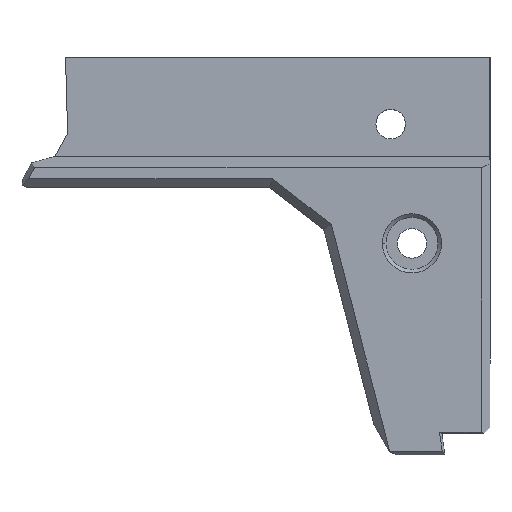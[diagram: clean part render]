
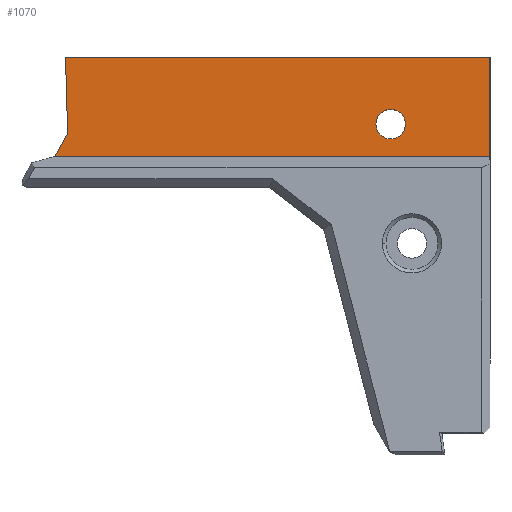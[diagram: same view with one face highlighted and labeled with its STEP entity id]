
A CAD part, top view. The second image highlights one B-rep face of the part: STEP entity #1070.
In plain terms, the highlighted planar face has unit normal (0, 0, 1).
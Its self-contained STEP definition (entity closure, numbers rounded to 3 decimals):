
#16 = EDGE_CURVE ( 'NONE', #596, #210, #1244, .T. ) ;
#26 = AXIS2_PLACEMENT_3D ( 'NONE', #703, #1111, #675 ) ;
#60 = VERTEX_POINT ( 'NONE', #1289 ) ;
#182 = CARTESIAN_POINT ( 'NONE',  ( -284.541, -30.696, 579.262 ) ) ;
#195 = CARTESIAN_POINT ( 'NONE',  ( -248.715, -56.439, 579.262 ) ) ;
#204 = CARTESIAN_POINT ( 'NONE',  ( -159.51, -45., 579.262 ) ) ;
#210 = VERTEX_POINT ( 'NONE', #1073 ) ;
#211 = DIRECTION ( 'NONE',  ( 0., 1., 0. ) ) ;
#223 = AXIS2_PLACEMENT_3D ( 'NONE', #599, #400, #884 ) ;
#263 = VECTOR ( 'NONE', #1115, 1000. ) ;
#275 = EDGE_CURVE ( 'NONE', #1124, #60, #901, .T. ) ;
#321 = DIRECTION ( 'NONE',  ( 0., -1., 0. ) ) ;
#353 = VECTOR ( 'NONE', #1044, 1000. ) ;
#388 = ORIENTED_EDGE ( 'NONE', *, *, #1290, .F. ) ;
#400 = DIRECTION ( 'NONE',  ( 0., 0., -1. ) ) ;
#414 = EDGE_CURVE ( 'NONE', #210, #596, #854, .T. ) ;
#418 = ORIENTED_EDGE ( 'NONE', *, *, #817, .F. ) ;
#424 = CARTESIAN_POINT ( 'NONE',  ( -260.141, -54.411, 579.262 ) ) ;
#454 = ORIENTED_EDGE ( 'NONE', *, *, #275, .F. ) ;
#488 = CARTESIAN_POINT ( 'NONE',  ( -297.486, -47.365, 579.262 ) ) ;
#515 = CARTESIAN_POINT ( 'NONE',  ( -248.715, -45., 579.262 ) ) ;
#519 = ORIENTED_EDGE ( 'NONE', *, *, #414, .F. ) ;
#555 = EDGE_CURVE ( 'NONE', #1157, #1181, #639, .T. ) ;
#596 = VERTEX_POINT ( 'NONE', #424 ) ;
#599 = CARTESIAN_POINT ( 'NONE',  ( -194.947, -52.5, 579.262 ) ) ;
#623 = CARTESIAN_POINT ( 'NONE',  ( -216.358, -56.439, 579.262 ) ) ;
#639 = LINE ( 'NONE', #744, #1334 ) ;
#669 = VERTEX_POINT ( 'NONE', #1305 ) ;
#675 = DIRECTION ( 'NONE',  ( 0., -1., 0. ) ) ;
#679 = EDGE_LOOP ( 'NONE', ( #1085, #519 ) ) ;
#703 = CARTESIAN_POINT ( 'NONE',  ( -260.141, -52.711, 579.262 ) ) ;
#744 = CARTESIAN_POINT ( 'NONE',  ( -248.715, -52.5, 579.262 ) ) ;
#755 = LINE ( 'NONE', #204, #353 ) ;
#769 = VECTOR ( 'NONE', #948, 1000. ) ;
#804 = DIRECTION ( 'NONE',  ( -0.027, 1., 0. ) ) ;
#805 = FACE_OUTER_BOUND ( 'NONE', #880, .T. ) ;
#817 = EDGE_CURVE ( 'NONE', #669, #1181, #755, .T. ) ;
#822 = PLANE ( 'NONE',  #223 ) ;
#854 = CIRCLE ( 'NONE', #26, 1.7 ) ;
#880 = EDGE_LOOP ( 'NONE', ( #1058, #418, #388, #454, #1006 ) ) ;
#882 = LINE ( 'NONE', #488, #1248 ) ;
#884 = DIRECTION ( 'NONE',  ( -1., 0., 0. ) ) ;
#901 = LINE ( 'NONE', #182, #263 ) ;
#948 = DIRECTION ( 'NONE',  ( -1., 0., 0. ) ) ;
#951 = CARTESIAN_POINT ( 'NONE',  ( -260.141, -52.711, 579.262 ) ) ;
#1002 = CARTESIAN_POINT ( 'NONE',  ( -298.785, -56.439, 579.262 ) ) ;
#1006 = ORIENTED_EDGE ( 'NONE', *, *, #1340, .F. ) ;
#1041 = LINE ( 'NONE', #623, #769 ) ;
#1044 = DIRECTION ( 'NONE',  ( 1., 0., 0. ) ) ;
#1058 = ORIENTED_EDGE ( 'NONE', *, *, #555, .T. ) ;
#1070 = ADVANCED_FACE ( 'NONE', ( #1226, #805 ), #822, .F. ) ;
#1073 = CARTESIAN_POINT ( 'NONE',  ( -260.141, -51.011, 579.262 ) ) ;
#1085 = ORIENTED_EDGE ( 'NONE', *, *, #16, .F. ) ;
#1111 = DIRECTION ( 'NONE',  ( 0., 0., 1. ) ) ;
#1115 = DIRECTION ( 'NONE',  ( 0.484, 0.875, 0. ) ) ;
#1124 = VERTEX_POINT ( 'NONE', #1002 ) ;
#1157 = VERTEX_POINT ( 'NONE', #195 ) ;
#1164 = DIRECTION ( 'NONE',  ( 0., 0., 1. ) ) ;
#1181 = VERTEX_POINT ( 'NONE', #515 ) ;
#1222 = AXIS2_PLACEMENT_3D ( 'NONE', #951, #1164, #321 ) ;
#1226 = FACE_BOUND ( 'NONE', #679, .T. ) ;
#1244 = CIRCLE ( 'NONE', #1222, 1.7 ) ;
#1248 = VECTOR ( 'NONE', #804, 1000. ) ;
#1289 = CARTESIAN_POINT ( 'NONE',  ( -297.311, -53.776, 579.262 ) ) ;
#1290 = EDGE_CURVE ( 'NONE', #60, #669, #882, .T. ) ;
#1305 = CARTESIAN_POINT ( 'NONE',  ( -297.551, -45., 579.262 ) ) ;
#1334 = VECTOR ( 'NONE', #211, 1000. ) ;
#1340 = EDGE_CURVE ( 'NONE', #1157, #1124, #1041, .T. ) ;
